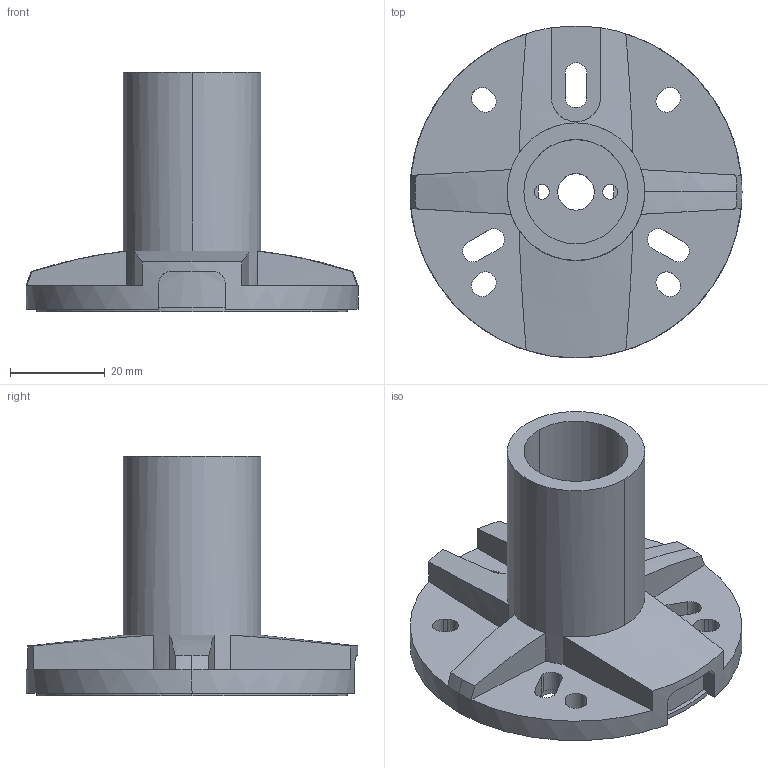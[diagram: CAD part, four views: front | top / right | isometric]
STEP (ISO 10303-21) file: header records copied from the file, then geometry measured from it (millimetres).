
FILE_DESCRIPTION (( 'STEP AP214' ), '1' );
FILE_NAME ('SZP-001W.step', '2018-07-03T12:01:27', ( '' ), ( '' ), 'SwSTEP 2.0', 'SolidWorks 2017', '' );
FILE_SCHEMA (( 'AUTOMOTIVE_DESIGN' ));
Length unit declared in the file: inch
Products named in the file (1): SZP-001W
Bounding box: 70 x 70 x 50.5 mm (x, y, z)
Volume: 43388.4 mm3; surface area: 23389 mm2
Topology: 2 solids, 2 shells, 121 faces, 343 edges, 227 vertices
Faces by surface type: cylinder 69, plane 44, cone 5, bspline 3
Entity records: 5836 total; most frequent: CARTESIAN_POINT 894, DIRECTION 713, ORIENTED_EDGE 686, EDGE_CURVE 343, AXIS2_PLACEMENT_3D 270, VERTEX_POINT 227, LINE 173, VECTOR 173
